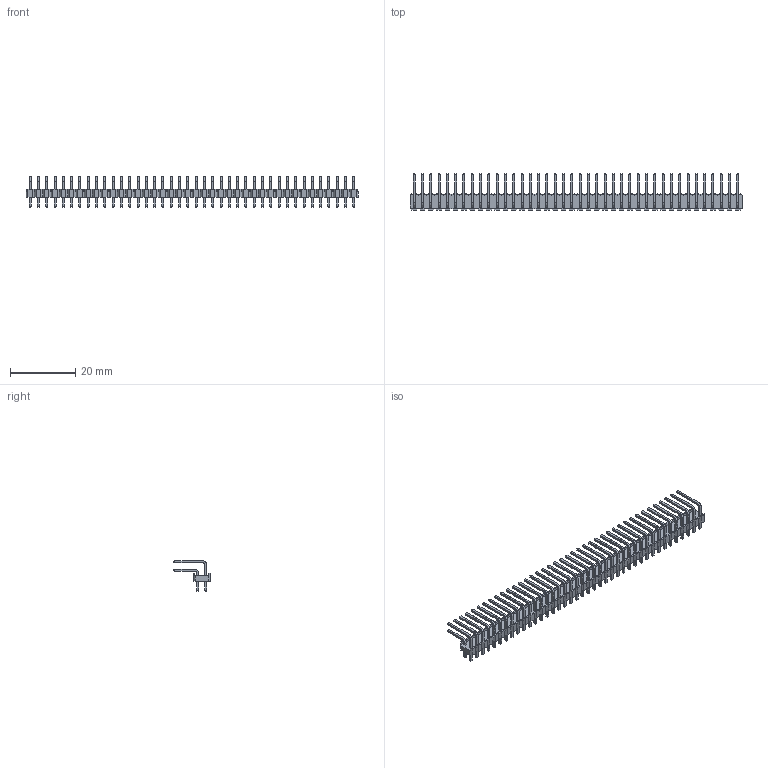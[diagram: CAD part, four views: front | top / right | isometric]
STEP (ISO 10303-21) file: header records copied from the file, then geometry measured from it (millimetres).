
FILE_DESCRIPTION(('STEP AP214'), '1');
FILE_NAME('PLD-R8', '', ('UNSPECIFIED'), ('UNSPECIFIED'), 'ASCON STEP Converter 1.6', 'ASCON Math Kernel', '');
FILE_SCHEMA(('AUTOMOTIVE_DESIGN { 1 0 10303 214 3 1 1}'));
Length unit declared in the file: millimetre
Bounding box: 101.6 x 11.08 x 9.32 mm (x, y, z)
Volume: 1373.1 mm3; surface area: 4539.2 mm2
Topology: 1 solids, 1 shells, 2367 faces, 5858 edges, 3692 vertices
Faces by surface type: plane 2207, cylinder 160
Entity records: 87028 total; most frequent: CARTESIAN_POINT 11918, ORIENTED_EDGE 11716, DIRECTION 10914, EDGE_CURVE 5858, LINE 5538, VECTOR 5538, VERTEX_POINT 3692, AXIS2_PLACEMENT_3D 2688
